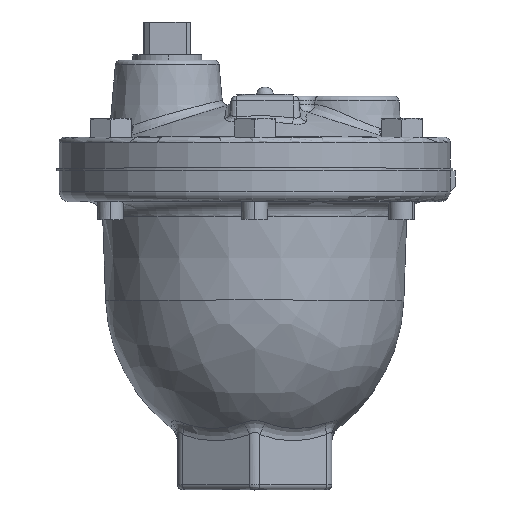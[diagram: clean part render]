
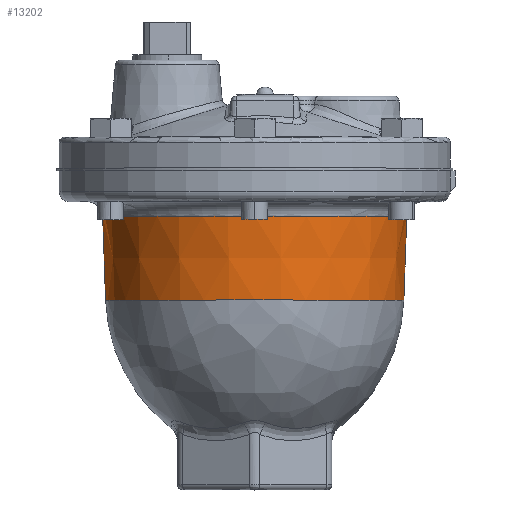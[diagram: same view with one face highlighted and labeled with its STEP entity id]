
A CAD part, top view. The second image highlights one B-rep face of the part: STEP entity #13202.
In plain terms, the highlighted conical face has half-angle 2 degrees and reference radius 46.456 mm.
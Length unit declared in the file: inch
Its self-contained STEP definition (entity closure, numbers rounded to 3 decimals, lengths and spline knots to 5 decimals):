
#5834=CARTESIAN_POINT('',(0.,3.31856,0.));
#5835=DIRECTION('',(0.,-1.,0.));
#5836=DIRECTION('',(1.,0.,0.));
#5837=AXIS2_PLACEMENT_3D('',#5834,#5835,#5836);
#5839=DIRECTION('',(0.035,0.999,0.));
#5840=VECTOR('',#5839,1.01616);
#5841=CARTESIAN_POINT('',(1.81124,2.30302,0.));
#5842=LINE('',#5841,#5840);
#5843=CARTESIAN_POINT('',(0.,2.30302,0.));
#5844=DIRECTION('',(0.,-1.,0.));
#5845=DIRECTION('',(1.,0.,0.));
#5846=AXIS2_PLACEMENT_3D('',#5843,#5844,#5845);
#5848=DIRECTION('',(-0.035,0.999,0.));
#5849=VECTOR('',#5848,1.01616);
#5850=CARTESIAN_POINT('',(-1.81124,2.30302,0.));
#5851=LINE('',#5850,#5849);
#6844=CARTESIAN_POINT('',(1.81124,2.30302,0.));
#6845=CARTESIAN_POINT('',(-1.81124,2.30302,0.));
#6846=VERTEX_POINT('',#6844);
#6847=VERTEX_POINT('',#6845);
#6848=CARTESIAN_POINT('',(-1.84671,3.31856,0.));
#6849=CARTESIAN_POINT('',(1.84671,3.31856,0.));
#6850=VERTEX_POINT('',#6848);
#6851=VERTEX_POINT('',#6849);
#13190=CARTESIAN_POINT('',(0.,2.81079,0.));
#13191=DIRECTION('',(0.,1.,0.));
#13192=DIRECTION('',(1.,0.,0.));
#13193=AXIS2_PLACEMENT_3D('',#13190,#13191,#13192);
#13194=CONICAL_SURFACE('',#13193,1.82898,2.);
#13195=ORIENTED_EDGE('',*,*,#13017,.F.);
#13196=ORIENTED_EDGE('',*,*,#13185,.F.);
#13198=ORIENTED_EDGE('',*,*,#13197,.T.);
#13199=ORIENTED_EDGE('',*,*,#13181,.T.);
#13200=EDGE_LOOP('',(#13195,#13196,#13198,#13199));
#13201=FACE_OUTER_BOUND('',#13200,.F.);
#5838=CIRCLE('',#5837,1.84671);
#5847=CIRCLE('',#5846,1.81124);
#13017=EDGE_CURVE('',#6851,#6850,#5838,.T.);
#13181=EDGE_CURVE('',#6847,#6850,#5851,.T.);
#13185=EDGE_CURVE('',#6846,#6851,#5842,.T.);
#13197=EDGE_CURVE('',#6846,#6847,#5847,.T.);
#13202=ADVANCED_FACE('',(#13201),#13194,.T.);
